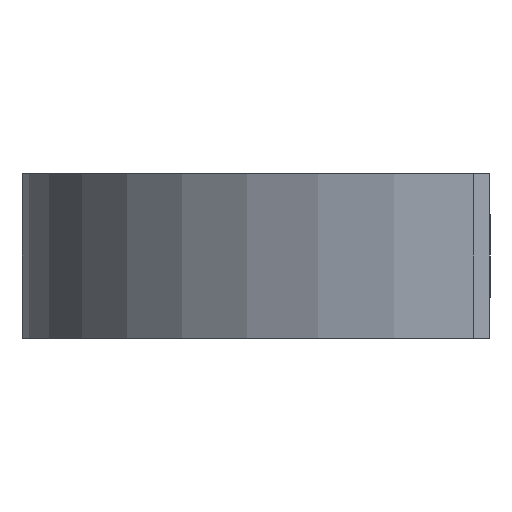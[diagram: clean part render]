
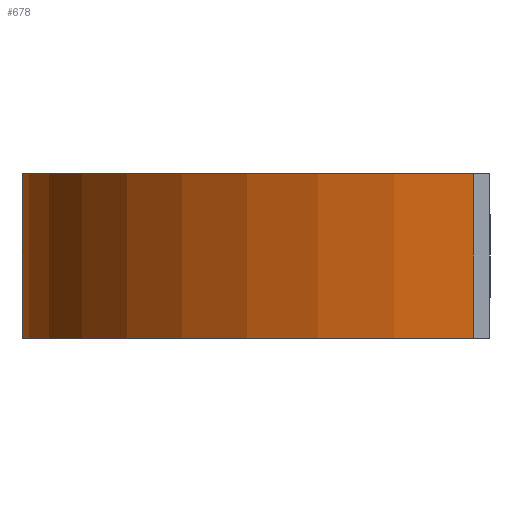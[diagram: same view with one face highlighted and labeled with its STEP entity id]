
A CAD part, left-side view. The second image highlights one B-rep face of the part: STEP entity #678.
In plain terms, the highlighted cylindrical face has radius 28.5 mm (diameter 57 mm), a partial arc.
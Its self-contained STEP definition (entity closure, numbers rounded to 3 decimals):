
#143=CARTESIAN_POINT('Vertex',(-60.982,1.,0.)) ;
#146=CARTESIAN_POINT('Axis2P3D Location',(-32.5,0.,0.)) ;
#150=CARTESIAN_POINT('Vertex',(-4.018,1.,0.)) ;
#402=CARTESIAN_POINT('Vertex',(-4.018,1.,10.)) ;
#405=CARTESIAN_POINT('Axis2P3D Location',(-32.5,0.,10.)) ;
#409=CARTESIAN_POINT('Vertex',(-60.982,1.,10.)) ;
#490=CARTESIAN_POINT('Line Origine',(-4.018,1.,5.)) ;
#618=CARTESIAN_POINT('Line Origine',(-60.982,1.,5.)) ;
#667=CARTESIAN_POINT('Axis2P3D Location',(-32.5,0.,5.)) ;
#492=VECTOR('Line Direction',#491,1.) ;
#620=VECTOR('Line Direction',#619,1.) ;
#147=DIRECTION('Axis2P3D Direction',(0.,0.,1.)) ;
#406=DIRECTION('Axis2P3D Direction',(0.,0.,1.)) ;
#491=DIRECTION('Vector Direction',(0.,0.,1.)) ;
#619=DIRECTION('Vector Direction',(0.,0.,1.)) ;
#668=DIRECTION('Axis2P3D Direction',(0.,0.,-1.)) ;
#669=DIRECTION('Axis2P3D XDirection',(-0.999,0.035,0.)) ;
#148=AXIS2_PLACEMENT_3D('Circle Axis2P3D',#146,#147,$) ;
#407=AXIS2_PLACEMENT_3D('Circle Axis2P3D',#405,#406,$) ;
#670=AXIS2_PLACEMENT_3D('Cylinder Axis2P3D',#667,#668,#669) ;
#493=LINE('Line',#490,#492) ;
#621=LINE('Line',#618,#620) ;
#149=CIRCLE('generated circle',#148,28.5) ;
#408=CIRCLE('generated circle',#407,28.5) ;
#671=CYLINDRICAL_SURFACE('generated cylinder',#670,28.5) ;
#152=EDGE_CURVE('',#144,#151,#149,.F.) ;
#411=EDGE_CURVE('',#410,#403,#408,.F.) ;
#494=EDGE_CURVE('',#151,#403,#493,.T.) ;
#622=EDGE_CURVE('',#144,#410,#621,.T.) ;
#673=ORIENTED_EDGE('',*,*,#411,.T.) ;
#674=ORIENTED_EDGE('',*,*,#494,.F.) ;
#675=ORIENTED_EDGE('',*,*,#152,.F.) ;
#676=ORIENTED_EDGE('',*,*,#622,.T.) ;
#672=EDGE_LOOP('',(#673,#674,#675,#676)) ;
#144=VERTEX_POINT('',#143) ;
#151=VERTEX_POINT('',#150) ;
#403=VERTEX_POINT('',#402) ;
#410=VERTEX_POINT('',#409) ;
#678=ADVANCED_FACE('PartBody',(#677),#671,.T.) ;
#677=FACE_OUTER_BOUND('',#672,.T.) ;
